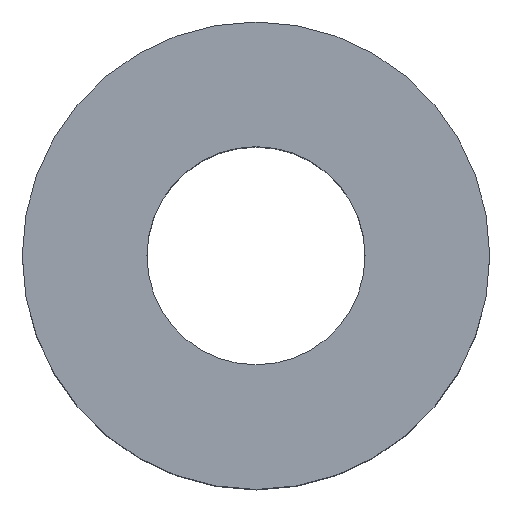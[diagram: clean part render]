
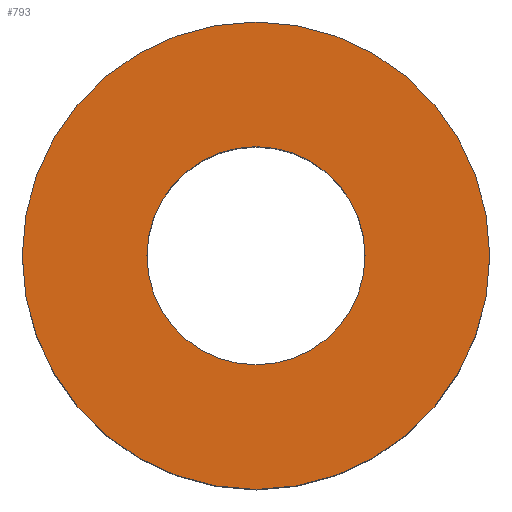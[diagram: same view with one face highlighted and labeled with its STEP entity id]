
A CAD part, top view. The second image highlights one B-rep face of the part: STEP entity #793.
In plain terms, the highlighted planar face has unit normal (0, 0, 1).
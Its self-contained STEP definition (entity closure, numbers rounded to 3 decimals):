
#30=FACE_BOUND('',#113,.T.);
#35=PLANE('',#873);
#65=FACE_OUTER_BOUND('',#112,.T.);
#112=EDGE_LOOP('',(#612));
#113=EDGE_LOOP('',(#613));
#146=CIRCLE('',#869,7.);
#147=CIRCLE('',#871,15.);
#332=VERTEX_POINT('',#3304);
#333=VERTEX_POINT('',#3308);
#431=EDGE_CURVE('',#332,#332,#146,.T.);
#433=EDGE_CURVE('',#333,#333,#147,.T.);
#612=ORIENTED_EDGE('',*,*,#433,.T.);
#613=ORIENTED_EDGE('',*,*,#431,.T.);
#793=ADVANCED_FACE('',(#65,#30),#35,.T.);
#869=AXIS2_PLACEMENT_3D('',#3305,#977,#978);
#871=AXIS2_PLACEMENT_3D('',#3309,#982,#983);
#873=AXIS2_PLACEMENT_3D('',#3313,#987,#988);
#977=DIRECTION('center_axis',(0.,0.,-1.));
#978=DIRECTION('ref_axis',(1.,0.,0.));
#982=DIRECTION('center_axis',(0.,0.,1.));
#983=DIRECTION('ref_axis',(1.,0.,0.));
#987=DIRECTION('center_axis',(0.,0.,1.));
#988=DIRECTION('ref_axis',(1.,0.,0.));
#3304=CARTESIAN_POINT('',(-7.,0.,4.));
#3305=CARTESIAN_POINT('Origin',(0.,0.,4.));
#3308=CARTESIAN_POINT('',(-15.,0.,4.));
#3309=CARTESIAN_POINT('Origin',(0.,0.,4.));
#3313=CARTESIAN_POINT('Origin',(0.,0.,4.));
